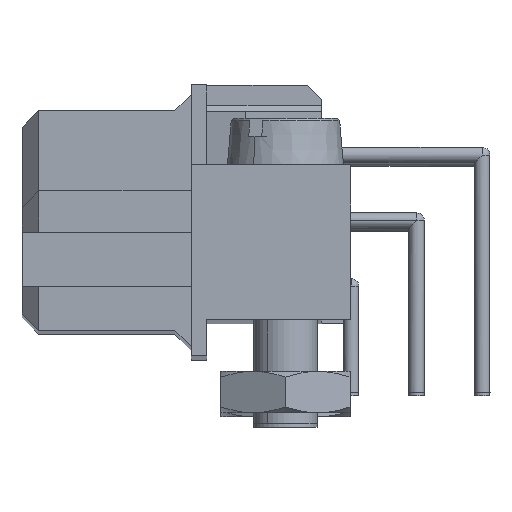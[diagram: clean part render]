
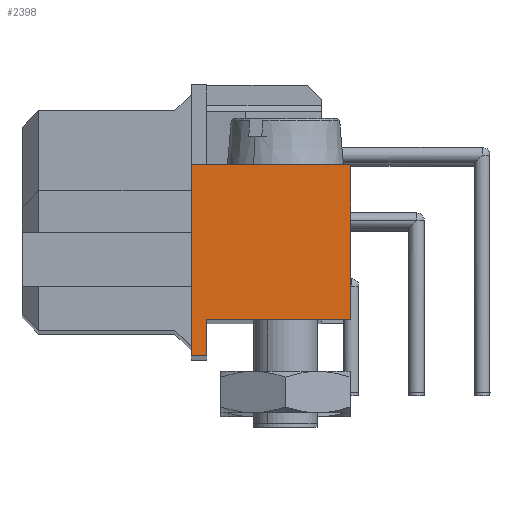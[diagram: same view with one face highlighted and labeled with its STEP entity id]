
A CAD part, top view. The second image highlights one B-rep face of the part: STEP entity #2398.
In plain terms, the highlighted planar face has unit normal (0, 0, 1).
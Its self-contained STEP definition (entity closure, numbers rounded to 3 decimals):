
#144 = VECTOR ( 'NONE', #7068, 1000. ) ;
#204 = ORIENTED_EDGE ( 'NONE', *, *, #6155, .T. ) ;
#265 = DIRECTION ( 'NONE',  ( 0., -1., 0. ) ) ;
#516 = CARTESIAN_POINT ( 'NONE',  ( -18.929, -0.073, 94. ) ) ;
#584 = VERTEX_POINT ( 'NONE', #6776 ) ;
#629 = ORIENTED_EDGE ( 'NONE', *, *, #3522, .T. ) ;
#897 = VERTEX_POINT ( 'NONE', #5423 ) ;
#969 = CARTESIAN_POINT ( 'NONE',  ( -11.529, -6.253, 94. ) ) ;
#1074 = VECTOR ( 'NONE', #4728, 1000. ) ;
#1469 = VERTEX_POINT ( 'NONE', #3154 ) ;
#1759 = LINE ( 'NONE', #6352, #1074 ) ;
#1776 = ORIENTED_EDGE ( 'NONE', *, *, #2279, .F. ) ;
#1904 = DIRECTION ( 'NONE',  ( -1., 0., 0. ) ) ;
#2038 = DIRECTION ( 'NONE',  ( -1., 0., 0. ) ) ;
#2271 = LINE ( 'NONE', #2462, #6756 ) ;
#2279 = EDGE_CURVE ( 'NONE', #6734, #897, #5898, .T. ) ;
#2398 = ADVANCED_FACE ( 'NONE', ( #2540 ), #4322, .T. ) ;
#2462 = CARTESIAN_POINT ( 'NONE',  ( -18.929, -3.163, 94. ) ) ;
#2540 = FACE_OUTER_BOUND ( 'NONE', #4580, .T. ) ;
#2678 = EDGE_CURVE ( 'NONE', #4977, #584, #6152, .T. ) ;
#2681 = DIRECTION ( 'NONE',  ( 1., 0., 0. ) ) ;
#3083 = ORIENTED_EDGE ( 'NONE', *, *, #5324, .F. ) ;
#3153 = CARTESIAN_POINT ( 'NONE',  ( -18.229, -0.673, 94. ) ) ;
#3154 = CARTESIAN_POINT ( 'NONE',  ( -18.929, -0.673, 94. ) ) ;
#3202 = CARTESIAN_POINT ( 'NONE',  ( -11.529, -3.163, 94. ) ) ;
#3351 = ORIENTED_EDGE ( 'NONE', *, *, #2678, .T. ) ;
#3492 = LINE ( 'NONE', #3510, #6331 ) ;
#3510 = CARTESIAN_POINT ( 'NONE',  ( -15.229, -0.073, 94. ) ) ;
#3522 = EDGE_CURVE ( 'NONE', #5264, #1469, #2271, .T. ) ;
#3552 = EDGE_CURVE ( 'NONE', #6734, #4977, #1759, .T. ) ;
#3661 = VECTOR ( 'NONE', #6240, 1000. ) ;
#4322 = PLANE ( 'NONE',  #6589 ) ;
#4580 = EDGE_LOOP ( 'NONE', ( #3083, #1776, #5551, #3351, #204, #629 ) ) ;
#4728 = DIRECTION ( 'NONE',  ( 1., 0., 0. ) ) ;
#4898 = CARTESIAN_POINT ( 'NONE',  ( -18.93, -6.254, 94. ) ) ;
#4977 = VERTEX_POINT ( 'NONE', #969 ) ;
#5132 = CARTESIAN_POINT ( 'NONE',  ( -17.529, -3.463, 94. ) ) ;
#5264 = VERTEX_POINT ( 'NONE', #516 ) ;
#5324 = EDGE_CURVE ( 'NONE', #897, #1469, #7048, .T. ) ;
#5374 = DIRECTION ( 'NONE',  ( 0., 0., 1. ) ) ;
#5423 = CARTESIAN_POINT ( 'NONE',  ( -17.529, -0.673, 94. ) ) ;
#5551 = ORIENTED_EDGE ( 'NONE', *, *, #3552, .T. ) ;
#5597 = VECTOR ( 'NONE', #2038, 1000. ) ;
#5898 = LINE ( 'NONE', #5132, #3661 ) ;
#6152 = LINE ( 'NONE', #3202, #144 ) ;
#6155 = EDGE_CURVE ( 'NONE', #584, #5264, #3492, .T. ) ;
#6240 = DIRECTION ( 'NONE',  ( 0., 1., 0. ) ) ;
#6264 = CARTESIAN_POINT ( 'NONE',  ( -17.529, -6.253, 94. ) ) ;
#6331 = VECTOR ( 'NONE', #1904, 1000. ) ;
#6352 = CARTESIAN_POINT ( 'NONE',  ( -15.229, -6.253, 94. ) ) ;
#6589 = AXIS2_PLACEMENT_3D ( 'NONE', #4898, #5374, #2681 ) ;
#6734 = VERTEX_POINT ( 'NONE', #6264 ) ;
#6756 = VECTOR ( 'NONE', #265, 1000. ) ;
#6776 = CARTESIAN_POINT ( 'NONE',  ( -11.529, -0.073, 94. ) ) ;
#7048 = LINE ( 'NONE', #3153, #5597 ) ;
#7068 = DIRECTION ( 'NONE',  ( 0., 1., 0. ) ) ;
